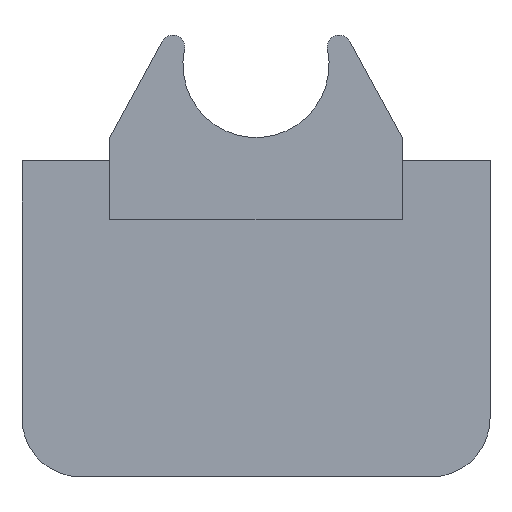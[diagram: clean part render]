
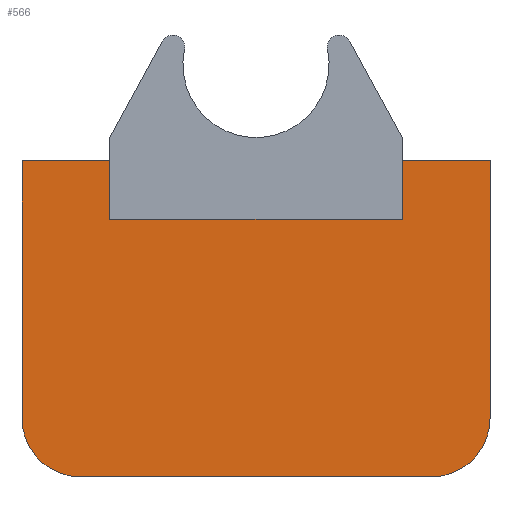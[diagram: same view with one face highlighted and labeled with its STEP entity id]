
A CAD part, front view. The second image highlights one B-rep face of the part: STEP entity #566.
In plain terms, the highlighted planar face has unit normal (0, -1, 0).
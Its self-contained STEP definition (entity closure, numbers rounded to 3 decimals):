
#25=PLANE('',#628);
#51=FACE_OUTER_BOUND('',#83,.T.);
#83=EDGE_LOOP('',(#434,#435,#436,#437,#438,#439,#440,#441,#442,#443));
#125=LINE('',#910,#180);
#127=LINE('',#914,#182);
#128=LINE('',#918,#183);
#129=LINE('',#920,#184);
#130=LINE('',#922,#185);
#131=LINE('',#924,#186);
#132=LINE('',#926,#187);
#133=LINE('',#927,#188);
#180=VECTOR('',#737,10.);
#182=VECTOR('',#741,10.);
#183=VECTOR('',#744,10.);
#184=VECTOR('',#745,10.);
#185=VECTOR('',#746,10.);
#186=VECTOR('',#747,10.);
#187=VECTOR('',#748,10.);
#188=VECTOR('',#749,10.);
#224=CIRCLE('',#619,5.);
#230=CIRCLE('',#629,5.);
#260=VERTEX_POINT('',#888);
#261=VERTEX_POINT('',#889);
#268=VERTEX_POINT('',#909);
#269=VERTEX_POINT('',#913);
#270=VERTEX_POINT('',#915);
#271=VERTEX_POINT('',#917);
#272=VERTEX_POINT('',#919);
#273=VERTEX_POINT('',#921);
#274=VERTEX_POINT('',#923);
#275=VERTEX_POINT('',#925);
#321=EDGE_CURVE('',#260,#261,#224,.T.);
#331=EDGE_CURVE('',#261,#268,#125,.T.);
#333=EDGE_CURVE('',#269,#260,#127,.T.);
#334=EDGE_CURVE('',#270,#269,#230,.T.);
#335=EDGE_CURVE('',#270,#271,#128,.T.);
#336=EDGE_CURVE('',#272,#271,#129,.T.);
#337=EDGE_CURVE('',#272,#273,#130,.T.);
#338=EDGE_CURVE('',#273,#274,#131,.T.);
#339=EDGE_CURVE('',#274,#275,#132,.T.);
#340=EDGE_CURVE('',#268,#275,#133,.T.);
#434=ORIENTED_EDGE('',*,*,#321,.F.);
#435=ORIENTED_EDGE('',*,*,#333,.F.);
#436=ORIENTED_EDGE('',*,*,#334,.F.);
#437=ORIENTED_EDGE('',*,*,#335,.T.);
#438=ORIENTED_EDGE('',*,*,#336,.F.);
#439=ORIENTED_EDGE('',*,*,#337,.T.);
#440=ORIENTED_EDGE('',*,*,#338,.T.);
#441=ORIENTED_EDGE('',*,*,#339,.T.);
#442=ORIENTED_EDGE('',*,*,#340,.F.);
#443=ORIENTED_EDGE('',*,*,#331,.F.);
#566=ADVANCED_FACE('',(#51),#25,.T.);
#619=AXIS2_PLACEMENT_3D('',#890,#715,#716);
#628=AXIS2_PLACEMENT_3D('',#912,#739,#740);
#629=AXIS2_PLACEMENT_3D('',#916,#742,#743);
#715=DIRECTION('center_axis',(0.,1.,0.));
#716=DIRECTION('ref_axis',(-0.707,0.,-0.707));
#737=DIRECTION('',(0.,0.,1.));
#739=DIRECTION('center_axis',(0.,-1.,0.));
#740=DIRECTION('ref_axis',(1.,0.,0.));
#741=DIRECTION('',(-1.,0.,0.));
#742=DIRECTION('center_axis',(0.,1.,0.));
#743=DIRECTION('ref_axis',(0.707,0.,-0.707));
#744=DIRECTION('',(0.,0.,1.));
#745=DIRECTION('',(1.,0.,0.));
#746=DIRECTION('',(0.,0.,-1.));
#747=DIRECTION('',(-1.,0.,0.));
#748=DIRECTION('',(0.,0.,1.));
#749=DIRECTION('',(1.,0.,0.));
#888=CARTESIAN_POINT('',(5.,-26.,0.));
#889=CARTESIAN_POINT('',(0.,-26.,5.));
#890=CARTESIAN_POINT('Origin',(5.,-26.,5.));
#909=CARTESIAN_POINT('',(0.,-26.,27.));
#910=CARTESIAN_POINT('',(0.,-26.,0.));
#912=CARTESIAN_POINT('Origin',(0.,-26.,0.));
#913=CARTESIAN_POINT('',(35.,-26.,0.));
#914=CARTESIAN_POINT('',(40.,-26.,0.));
#915=CARTESIAN_POINT('',(40.,-26.,5.));
#916=CARTESIAN_POINT('Origin',(35.,-26.,5.));
#917=CARTESIAN_POINT('',(40.,-26.,27.));
#918=CARTESIAN_POINT('',(40.,-26.,0.));
#919=CARTESIAN_POINT('',(32.5,-26.,27.));
#920=CARTESIAN_POINT('',(40.,-26.,27.));
#921=CARTESIAN_POINT('',(32.5,-26.,22.));
#922=CARTESIAN_POINT('',(32.5,-26.,11.));
#923=CARTESIAN_POINT('',(7.5,-26.,22.));
#924=CARTESIAN_POINT('',(3.75,-26.,22.));
#925=CARTESIAN_POINT('',(7.5,-26.,27.));
#926=CARTESIAN_POINT('',(7.5,-26.,13.5));
#927=CARTESIAN_POINT('',(40.,-26.,27.));
